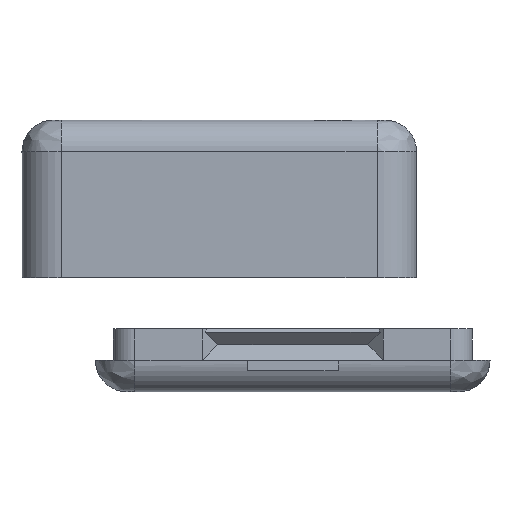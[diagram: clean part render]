
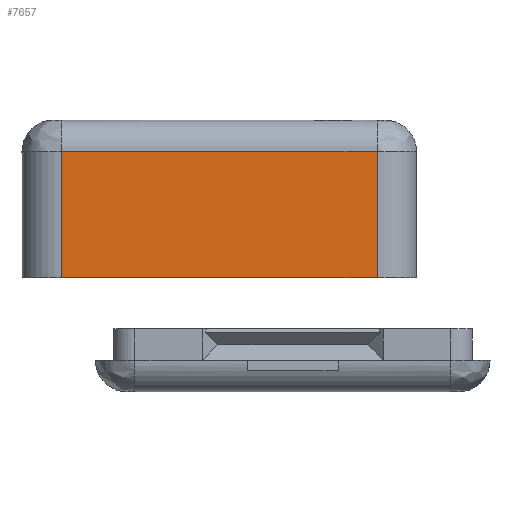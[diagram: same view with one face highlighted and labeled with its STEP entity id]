
A CAD part, front view. The second image highlights one B-rep face of the part: STEP entity #7657.
In plain terms, the highlighted planar face has unit normal (0, -1, 0).
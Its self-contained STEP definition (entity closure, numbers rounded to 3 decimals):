
#263=LINE('',#11319,#965);
#291=LINE('',#11460,#993);
#300=LINE('',#11583,#1002);
#302=LINE('',#11586,#1004);
#965=VECTOR('',#8906,10.);
#993=VECTOR('',#8972,10.);
#1002=VECTOR('',#9009,10.);
#1004=VECTOR('',#9013,10.);
#1654=PLANE('',#8169);
#1877=FACE_OUTER_BOUND('',#2335,.T.);
#2335=EDGE_LOOP('',(#5342,#5343,#5344,#5345));
#3304=VERTEX_POINT('',#11316);
#3305=VERTEX_POINT('',#11318);
#3340=VERTEX_POINT('',#11428);
#3344=VERTEX_POINT('',#11459);
#4055=EDGE_CURVE('',#3304,#3305,#263,.F.);
#4101=EDGE_CURVE('',#3340,#3344,#291,.T.);
#4124=EDGE_CURVE('',#3304,#3344,#300,.T.);
#4126=EDGE_CURVE('',#3305,#3340,#302,.T.);
#5342=ORIENTED_EDGE('',*,*,#4101,.F.);
#5343=ORIENTED_EDGE('',*,*,#4126,.F.);
#5344=ORIENTED_EDGE('',*,*,#4055,.F.);
#5345=ORIENTED_EDGE('',*,*,#4124,.T.);
#7657=ADVANCED_FACE('',(#1877),#1654,.T.);
#8169=AXIS2_PLACEMENT_3D('',#11585,#9011,#9012);
#8906=DIRECTION('',(1.,0.,0.));
#8972=DIRECTION('',(1.,0.,0.));
#9009=DIRECTION('',(0.,0.,1.));
#9011=DIRECTION('center_axis',(0.,-1.,0.));
#9012=DIRECTION('ref_axis',(-1.,0.,0.));
#9013=DIRECTION('',(0.,0.,1.));
#11316=CARTESIAN_POINT('',(-12.584,-30.952,12.298));
#11318=CARTESIAN_POINT('',(-52.584,-30.952,12.298));
#11319=CARTESIAN_POINT('',(-21.084,-30.952,12.298));
#11428=CARTESIAN_POINT('',(-52.584,-30.952,28.298));
#11459=CARTESIAN_POINT('',(-12.584,-30.952,28.298));
#11460=CARTESIAN_POINT('',(-21.084,-30.952,28.298));
#11583=CARTESIAN_POINT('',(-12.584,-30.952,31.298));
#11585=CARTESIAN_POINT('Origin',(-9.584,-30.952,29.298));
#11586=CARTESIAN_POINT('',(-52.584,-30.952,29.298));
